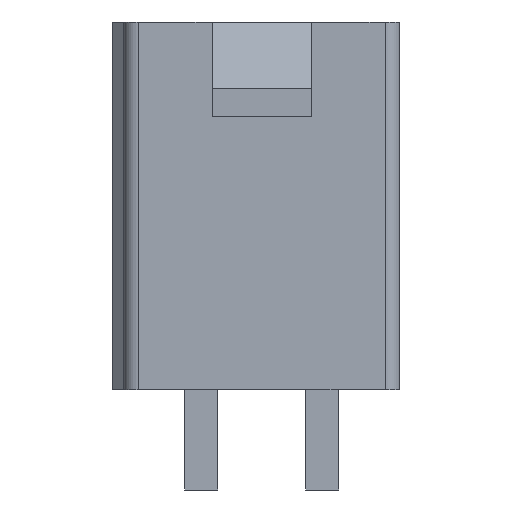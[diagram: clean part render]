
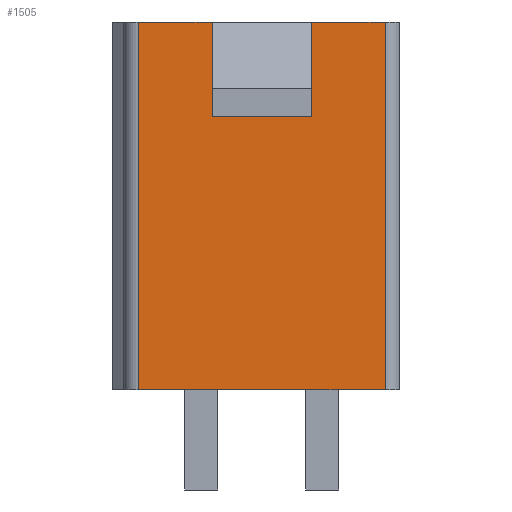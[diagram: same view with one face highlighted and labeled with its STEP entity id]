
A CAD part, front view. The second image highlights one B-rep face of the part: STEP entity #1505.
In plain terms, the highlighted planar face has unit normal (0, -1, 0).
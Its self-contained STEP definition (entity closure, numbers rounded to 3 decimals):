
#138=DIRECTION('',(1.,0.,0.));
#139=VECTOR('',#138,2.575);
#140=CARTESIAN_POINT('',(-4.3,-4.875,0.));
#141=LINE('',#140,#139);
#186=DIRECTION('',(1.,0.,0.));
#187=VECTOR('',#186,2.575);
#188=CARTESIAN_POINT('',(1.725,-4.875,0.));
#189=LINE('',#188,#187);
#298=DIRECTION('',(0.,0.,-1.));
#299=VECTOR('',#298,3.3);
#300=CARTESIAN_POINT('',(-1.725,-4.875,0.));
#301=LINE('',#300,#299);
#302=DIRECTION('',(1.,0.,0.));
#303=VECTOR('',#302,3.45);
#304=CARTESIAN_POINT('',(-1.725,-4.875,-3.3));
#305=LINE('',#304,#303);
#306=DIRECTION('',(0.,0.,-1.));
#307=VECTOR('',#306,3.3);
#308=CARTESIAN_POINT('',(1.725,-4.875,0.));
#309=LINE('',#308,#307);
#310=DIRECTION('',(0.,0.,-1.));
#311=VECTOR('',#310,12.8);
#312=CARTESIAN_POINT('',(-4.3,-4.875,0.));
#313=LINE('',#312,#311);
#314=DIRECTION('',(0.,0.,-1.));
#315=VECTOR('',#314,12.8);
#316=CARTESIAN_POINT('',(4.3,-4.875,0.));
#317=LINE('',#316,#315);
#380=DIRECTION('',(1.,0.,0.));
#381=VECTOR('',#380,8.6);
#382=CARTESIAN_POINT('',(-4.3,-4.875,-12.8));
#383=LINE('',#382,#381);
#1056=CARTESIAN_POINT('',(-4.3,-4.875,0.));
#1057=VERTEX_POINT('',#1056);
#1058=CARTESIAN_POINT('',(4.3,-4.875,0.));
#1060=VERTEX_POINT('',#1058);
#1076=CARTESIAN_POINT('',(-4.3,-4.875,-12.8));
#1077=VERTEX_POINT('',#1076);
#1078=CARTESIAN_POINT('',(4.3,-4.875,-12.8));
#1079=VERTEX_POINT('',#1078);
#1118=CARTESIAN_POINT('',(1.725,-4.875,0.));
#1119=CARTESIAN_POINT('',(-1.725,-4.875,0.));
#1120=VERTEX_POINT('',#1118);
#1121=VERTEX_POINT('',#1119);
#1122=CARTESIAN_POINT('',(-1.725,-4.875,-3.3));
#1123=VERTEX_POINT('',#1122);
#1124=CARTESIAN_POINT('',(1.725,-4.875,-3.3));
#1125=VERTEX_POINT('',#1124);
#1487=CARTESIAN_POINT('',(-4.3,-4.875,0.));
#1488=DIRECTION('',(0.,-1.,0.));
#1489=DIRECTION('',(1.,0.,0.));
#1490=AXIS2_PLACEMENT_3D('',#1487,#1488,#1489);
#1491=PLANE('',#1490);
#1492=ORIENTED_EDGE('',*,*,#1479,.T.);
#1493=ORIENTED_EDGE('',*,*,#1468,.T.);
#1494=ORIENTED_EDGE('',*,*,#1453,.F.);
#1495=ORIENTED_EDGE('',*,*,#1375,.T.);
#1497=ORIENTED_EDGE('',*,*,#1496,.T.);
#1499=ORIENTED_EDGE('',*,*,#1498,.F.);
#1501=ORIENTED_EDGE('',*,*,#1500,.F.);
#1502=ORIENTED_EDGE('',*,*,#1353,.T.);
#1503=EDGE_LOOP('',(#1492,#1493,#1494,#1495,#1497,#1499,#1501,#1502));
#1504=FACE_OUTER_BOUND('',#1503,.F.);
#1353=EDGE_CURVE('',#1057,#1121,#141,.T.);
#1375=EDGE_CURVE('',#1120,#1060,#189,.T.);
#1453=EDGE_CURVE('',#1120,#1125,#309,.T.);
#1468=EDGE_CURVE('',#1123,#1125,#305,.T.);
#1479=EDGE_CURVE('',#1121,#1123,#301,.T.);
#1496=EDGE_CURVE('',#1060,#1079,#317,.T.);
#1498=EDGE_CURVE('',#1077,#1079,#383,.T.);
#1500=EDGE_CURVE('',#1057,#1077,#313,.T.);
#1505=ADVANCED_FACE('',(#1504),#1491,.T.);
